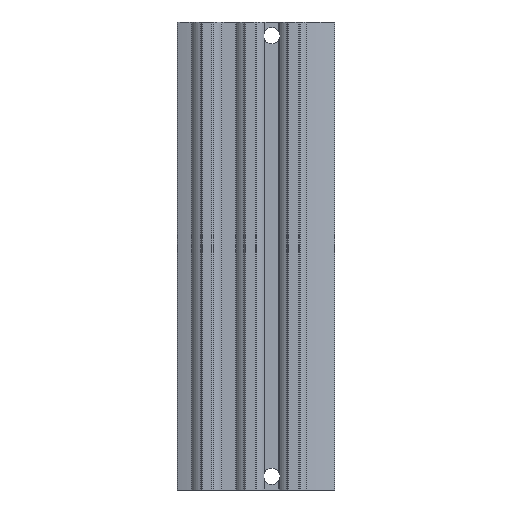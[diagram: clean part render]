
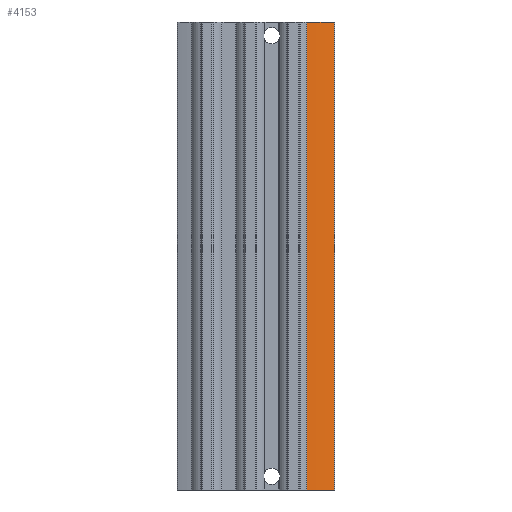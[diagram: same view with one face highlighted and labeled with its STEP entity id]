
A CAD part, front view. The second image highlights one B-rep face of the part: STEP entity #4153.
In plain terms, the highlighted cylindrical face has radius 60 mm (diameter 120 mm), a partial arc.
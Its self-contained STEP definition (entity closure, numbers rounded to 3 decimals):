
#233=CIRCLE('',#4449,60.);
#234=CIRCLE('',#4450,60.);
#622=ORIENTED_EDGE('',*,*,#1702,.F.);
#623=ORIENTED_EDGE('',*,*,#1701,.F.);
#624=ORIENTED_EDGE('',*,*,#1703,.T.);
#625=ORIENTED_EDGE('',*,*,#1704,.T.);
#1701=EDGE_CURVE('',#2235,#2234,#2610,.T.);
#1702=EDGE_CURVE('',#2234,#2236,#233,.T.);
#1703=EDGE_CURVE('',#2235,#2237,#234,.T.);
#1704=EDGE_CURVE('',#2237,#2236,#2611,.T.);
#2234=VERTEX_POINT('',#6926);
#2235=VERTEX_POINT('',#6928);
#2236=VERTEX_POINT('',#6932);
#2237=VERTEX_POINT('',#6934);
#2610=LINE('',#6929,#2862);
#2611=LINE('',#6935,#2863);
#2862=VECTOR('',#4999,1000.);
#2863=VECTOR('',#5006,1000.);
#3143=EDGE_LOOP('',(#622,#623,#624,#625));
#3589=FACE_BOUND('',#3143,.T.);
#4039=CYLINDRICAL_SURFACE('',#4448,60.);
#4153=ADVANCED_FACE('',(#3589),#4039,.T.);
#4448=AXIS2_PLACEMENT_3D('',#6930,#5000,#5001);
#4449=AXIS2_PLACEMENT_3D('',#6931,#5002,#5003);
#4450=AXIS2_PLACEMENT_3D('',#6933,#5004,#5005);
#4999=DIRECTION('',(0.,0.,1.));
#5000=DIRECTION('',(0.,0.,1.));
#5001=DIRECTION('',(1.,0.,0.));
#5002=DIRECTION('',(0.,0.,1.));
#5003=DIRECTION('',(1.,0.,0.));
#5004=DIRECTION('',(0.,0.,1.));
#5005=DIRECTION('',(1.,0.,0.));
#5006=DIRECTION('',(0.,0.,1.));
#6926=CARTESIAN_POINT('',(-21.382,4.442,0.));
#6928=CARTESIAN_POINT('',(-21.382,4.442,-119.5));
#6929=CARTESIAN_POINT('',(-21.382,4.442,-119.5));
#6930=CARTESIAN_POINT('',(-1.466,61.039,-119.5));
#6931=CARTESIAN_POINT('',(-1.466,61.039,0.));
#6932=CARTESIAN_POINT('',(-14.403,2.451,0.));
#6933=CARTESIAN_POINT('',(-1.466,61.039,-119.5));
#6934=CARTESIAN_POINT('',(-14.403,2.451,-119.5));
#6935=CARTESIAN_POINT('',(-14.403,2.451,-119.5));
